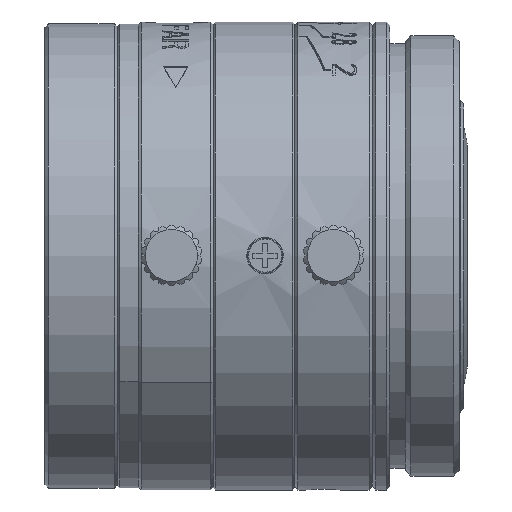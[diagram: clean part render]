
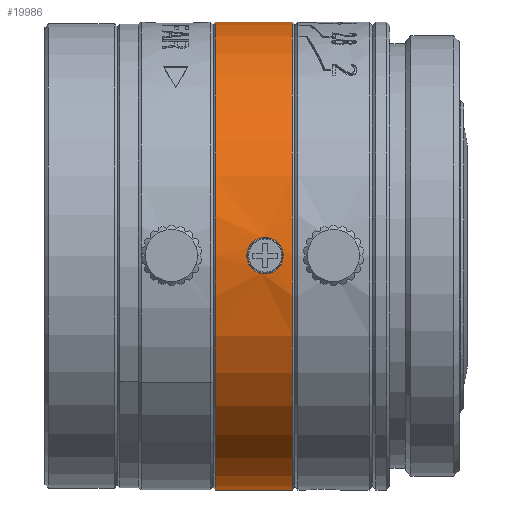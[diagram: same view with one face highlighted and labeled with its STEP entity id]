
A CAD part, top view. The second image highlights one B-rep face of the part: STEP entity #19986.
In plain terms, the highlighted cylindrical face has radius 13.5 mm (diameter 27 mm), a partial arc.
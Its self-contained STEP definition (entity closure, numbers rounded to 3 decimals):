
#19533=CARTESIAN_POINT('',(-0.12,0.,0.));
#19534=DIRECTION('',(-1.,0.,0.));
#19535=DIRECTION('',(0.,-1.,0.));
#19536=AXIS2_PLACEMENT_3D('',#19533,#19534,#19535);
#19538=CARTESIAN_POINT('',(-4.58,0.,0.));
#19539=DIRECTION('',(-1.,0.,0.));
#19540=DIRECTION('',(0.,-1.,0.));
#19541=AXIS2_PLACEMENT_3D('',#19538,#19539,#19540);
#19543=CARTESIAN_POINT('',(-0.65,0.,13.5));
#19544=CARTESIAN_POINT('',(-0.65,-0.084,13.5));
#19545=CARTESIAN_POINT('',(-0.669,-0.248,
13.498));
#19546=CARTESIAN_POINT('',(-0.761,-0.492,
13.492));
#19547=CARTESIAN_POINT('',(-0.906,-0.701,
13.482));
#19548=CARTESIAN_POINT('',(-1.092,-0.869,
13.472));
#19549=CARTESIAN_POINT('',(-1.323,-0.992,
13.464));
#19550=CARTESIAN_POINT('',(-1.575,-1.053,
13.459));
#19551=CARTESIAN_POINT('',(-1.823,-1.053,
13.459));
#19552=CARTESIAN_POINT('',(-2.076,-0.992,
13.464));
#19553=CARTESIAN_POINT('',(-2.307,-0.869,
13.472));
#19554=CARTESIAN_POINT('',(-2.493,-0.703,
13.482));
#19555=CARTESIAN_POINT('',(-2.639,-0.493,13.492));
#19556=CARTESIAN_POINT('',(-2.731,-0.248,
13.498));
#19557=CARTESIAN_POINT('',(-2.75,-0.084,13.5));
#19558=CARTESIAN_POINT('',(-2.75,0.,13.5));
#19560=CARTESIAN_POINT('',(-2.75,0.,13.5));
#19561=CARTESIAN_POINT('',(-2.75,0.084,13.5));
#19562=CARTESIAN_POINT('',(-2.731,0.248,
13.498));
#19563=CARTESIAN_POINT('',(-2.64,0.492,
13.492));
#19564=CARTESIAN_POINT('',(-2.495,0.701,
13.482));
#19565=CARTESIAN_POINT('',(-2.308,0.869,
13.472));
#19566=CARTESIAN_POINT('',(-2.077,0.992,
13.464));
#19567=CARTESIAN_POINT('',(-1.825,1.053,
13.459));
#19568=CARTESIAN_POINT('',(-1.577,1.053,
13.459));
#19569=CARTESIAN_POINT('',(-1.324,0.992,
13.464));
#19570=CARTESIAN_POINT('',(-1.093,0.869,
13.472));
#19571=CARTESIAN_POINT('',(-0.907,0.703,
13.482));
#19572=CARTESIAN_POINT('',(-0.761,0.493,
13.492));
#19573=CARTESIAN_POINT('',(-0.669,0.248,
13.498));
#19574=CARTESIAN_POINT('',(-0.65,0.084,13.5));
#19575=CARTESIAN_POINT('',(-0.65,0.,13.5));
#19582=DIRECTION('',(-1.,0.,0.));
#19583=VECTOR('',#19582,4.46);
#19584=CARTESIAN_POINT('',(-0.12,13.5,
0.));
#19585=LINE('',#19584,#19583);
#19591=DIRECTION('',(-1.,0.,0.));
#19592=VECTOR('',#19591,4.46);
#19593=CARTESIAN_POINT('',(-0.12,-13.5,
0.));
#19594=LINE('',#19593,#19592);
#19877=CARTESIAN_POINT('',(-0.12,-13.5,0.));
#19878=CARTESIAN_POINT('',(-0.12,13.5,0.));
#19879=VERTEX_POINT('',#19877);
#19880=VERTEX_POINT('',#19878);
#19889=CARTESIAN_POINT('',(-4.58,-13.5,0.));
#19890=CARTESIAN_POINT('',(-4.58,13.5,0.));
#19891=VERTEX_POINT('',#19889);
#19892=VERTEX_POINT('',#19890);
#19917=VERTEX_POINT('',#19543);
#19918=VERTEX_POINT('',#19558);
#19966=CARTESIAN_POINT('',(-4.935,0.,0.));
#19967=DIRECTION('',(1.,0.,0.));
#19968=DIRECTION('',(0.,-1.,0.));
#19969=AXIS2_PLACEMENT_3D('',#19966,#19967,#19968);
#19970=CYLINDRICAL_SURFACE('',#19969,13.5);
#19971=ORIENTED_EDGE('',*,*,#19956,.F.);
#19973=ORIENTED_EDGE('',*,*,#19972,.T.);
#19975=ORIENTED_EDGE('',*,*,#19974,.T.);
#19977=ORIENTED_EDGE('',*,*,#19976,.F.);
#19978=EDGE_LOOP('',(#19971,#19973,#19975,#19977));
#19979=FACE_OUTER_BOUND('',#19978,.F.);
#19981=ORIENTED_EDGE('',*,*,#19980,.F.);
#19983=ORIENTED_EDGE('',*,*,#19982,.F.);
#19984=EDGE_LOOP('',(#19981,#19983));
#19985=FACE_BOUND('',#19984,.F.);
#19537=CIRCLE('',#19536,13.5);
#19542=CIRCLE('',#19541,13.5);
#19559=B_SPLINE_CURVE_WITH_KNOTS('',3,(#19543,#19544,#19545,#19546,#19547,
#19548,#19549,#19550,#19551,#19552,#19553,#19554,#19555,#19556,#19557,#19558),
.UNSPECIFIED.,.F.,.F.,(4,1,1,1,1,1,1,1,1,1,1,1,1,4),(0.,0.077,
0.154,0.231,0.308,0.385,
0.462,0.538,0.615,0.692,
0.769,0.846,0.923,1.),.UNSPECIFIED.);
#19576=B_SPLINE_CURVE_WITH_KNOTS('',3,(#19560,#19561,#19562,#19563,#19564,
#19565,#19566,#19567,#19568,#19569,#19570,#19571,#19572,#19573,#19574,#19575),
.UNSPECIFIED.,.F.,.F.,(4,1,1,1,1,1,1,1,1,1,1,1,1,4),(0.,0.077,
0.154,0.231,0.308,0.385,
0.462,0.538,0.615,0.692,
0.769,0.846,0.923,1.),.UNSPECIFIED.);
#19956=EDGE_CURVE('',#19879,#19880,#19537,.T.);
#19972=EDGE_CURVE('',#19879,#19891,#19594,.T.);
#19974=EDGE_CURVE('',#19891,#19892,#19542,.T.);
#19976=EDGE_CURVE('',#19880,#19892,#19585,.T.);
#19980=EDGE_CURVE('',#19917,#19918,#19559,.T.);
#19982=EDGE_CURVE('',#19918,#19917,#19576,.T.);
#19986=ADVANCED_FACE('',(#19979,#19985),#19970,.T.);
